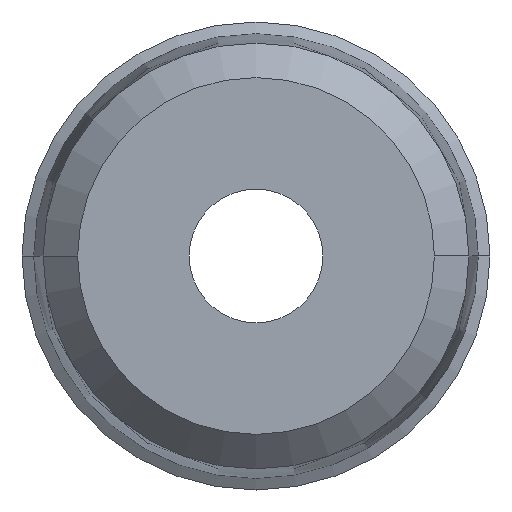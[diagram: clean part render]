
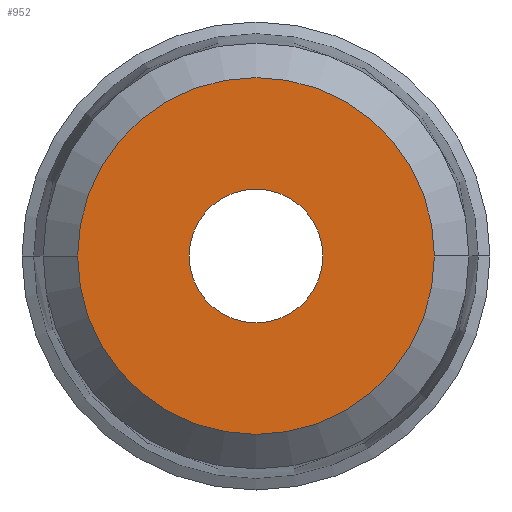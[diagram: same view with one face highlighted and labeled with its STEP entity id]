
A CAD part, front view. The second image highlights one B-rep face of the part: STEP entity #952.
In plain terms, the highlighted planar face has unit normal (0, -1, 0).
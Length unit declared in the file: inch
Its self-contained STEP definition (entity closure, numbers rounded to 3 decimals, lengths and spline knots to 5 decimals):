
#26 = VERTEX_POINT ( 'NONE', #637 ) ;
#33 = CIRCLE ( 'NONE', #611, 0.21014 ) ;
#58 = CARTESIAN_POINT ( 'NONE',  ( -0.07874, 0., 0. ) ) ;
#89 = PLANE ( 'NONE',  #905 ) ;
#123 = AXIS2_PLACEMENT_3D ( 'NONE', #211, #205, #202 ) ;
#202 = DIRECTION ( 'NONE',  ( -1., 0., 0. ) ) ;
#205 = DIRECTION ( 'NONE',  ( 0., 1., 0. ) ) ;
#211 = CARTESIAN_POINT ( 'NONE',  ( 0., 0., 0. ) ) ;
#230 = VERTEX_POINT ( 'NONE', #58 ) ;
#276 = AXIS2_PLACEMENT_3D ( 'NONE', #693, #734, #614 ) ;
#400 = CARTESIAN_POINT ( 'NONE',  ( -0.21014, 0., 0. ) ) ;
#499 = VERTEX_POINT ( 'NONE', #1364 ) ;
#518 = CIRCLE ( 'NONE', #965, 0.21014 ) ;
#611 = AXIS2_PLACEMENT_3D ( 'NONE', #960, #949, #929 ) ;
#614 = DIRECTION ( 'NONE',  ( -1., 0., 0. ) ) ;
#621 = ORIENTED_EDGE ( 'NONE', *, *, #1352, .F. ) ;
#637 = CARTESIAN_POINT ( 'NONE',  ( 0.21014, 0., 0. ) ) ;
#648 = FACE_BOUND ( 'NONE', #1092, .T. ) ;
#651 = EDGE_CURVE ( 'NONE', #499, #230, #1476, .T. ) ;
#693 = CARTESIAN_POINT ( 'NONE',  ( 0., 0., 0. ) ) ;
#734 = DIRECTION ( 'NONE',  ( 0., 1., 0. ) ) ;
#759 = EDGE_CURVE ( 'NONE', #1230, #26, #33, .T. ) ;
#782 = ORIENTED_EDGE ( 'NONE', *, *, #759, .F. ) ;
#813 = FACE_OUTER_BOUND ( 'NONE', #1492, .T. ) ;
#880 = EDGE_CURVE ( 'NONE', #230, #499, #1233, .T. ) ;
#905 = AXIS2_PLACEMENT_3D ( 'NONE', #1515, #1521, #1527 ) ;
#929 = DIRECTION ( 'NONE',  ( -1., 0., 0. ) ) ;
#949 = DIRECTION ( 'NONE',  ( 0., 1., 0. ) ) ;
#952 = ADVANCED_FACE ( 'NONE', ( #648, #813 ), #89, .T. ) ;
#960 = CARTESIAN_POINT ( 'NONE',  ( 0., 0., 0. ) ) ;
#965 = AXIS2_PLACEMENT_3D ( 'NONE', #1247, #1242, #1232 ) ;
#1092 = EDGE_LOOP ( 'NONE', ( #1379, #1555 ) ) ;
#1230 = VERTEX_POINT ( 'NONE', #400 ) ;
#1232 = DIRECTION ( 'NONE',  ( -1., 0., 0. ) ) ;
#1233 = CIRCLE ( 'NONE', #123, 0.07874 ) ;
#1242 = DIRECTION ( 'NONE',  ( 0., 1., 0. ) ) ;
#1247 = CARTESIAN_POINT ( 'NONE',  ( 0., 0., 0. ) ) ;
#1352 = EDGE_CURVE ( 'NONE', #26, #1230, #518, .T. ) ;
#1364 = CARTESIAN_POINT ( 'NONE',  ( 0.07874, 0., 0. ) ) ;
#1379 = ORIENTED_EDGE ( 'NONE', *, *, #880, .T. ) ;
#1476 = CIRCLE ( 'NONE', #276, 0.07874 ) ;
#1492 = EDGE_LOOP ( 'NONE', ( #782, #621 ) ) ;
#1515 = CARTESIAN_POINT ( 'NONE',  ( -0.14444, 0., 0. ) ) ;
#1521 = DIRECTION ( 'NONE',  ( 0., -1., 0. ) ) ;
#1527 = DIRECTION ( 'NONE',  ( 0., 0., -1. ) ) ;
#1555 = ORIENTED_EDGE ( 'NONE', *, *, #651, .T. ) ;
